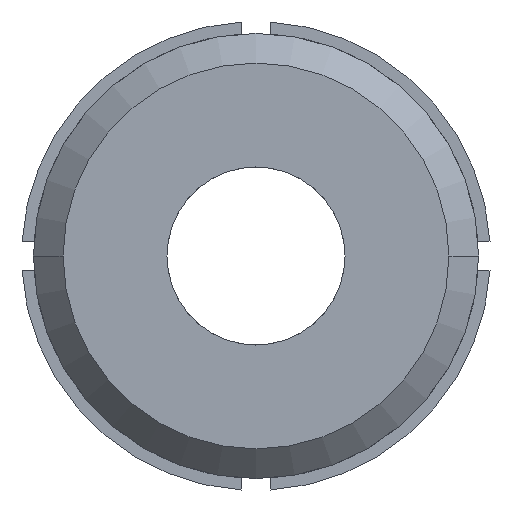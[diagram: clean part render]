
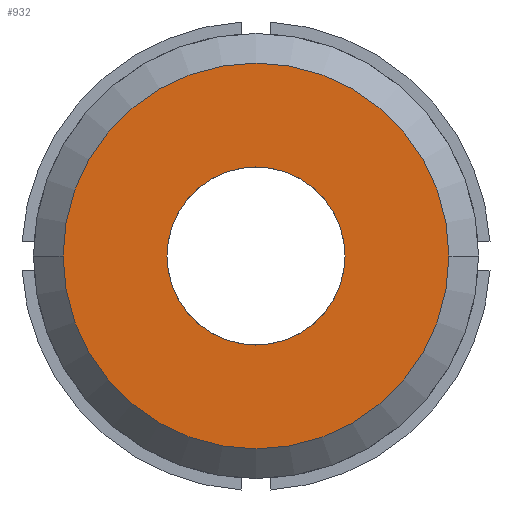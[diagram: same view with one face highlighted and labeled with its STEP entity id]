
A CAD part, left-side view. The second image highlights one B-rep face of the part: STEP entity #932.
In plain terms, the highlighted planar face has unit normal (-1, 0, 0).
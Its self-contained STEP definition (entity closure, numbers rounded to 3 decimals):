
#1=CARTESIAN_POINT('',(0.,0.,0.));
#2=DIRECTION('',(-1.,0.,0.));
#3=DIRECTION('',(0.,1.,0.));
#4=AXIS2_PLACEMENT_3D('',#1,#2,#3);
#6=CARTESIAN_POINT('',(0.,0.,0.));
#7=DIRECTION('',(-1.,0.,0.));
#8=DIRECTION('',(0.,-1.,0.));
#9=AXIS2_PLACEMENT_3D('',#6,#7,#8);
#11=CARTESIAN_POINT('',(0.,0.,0.));
#12=DIRECTION('',(-1.,0.,0.));
#13=DIRECTION('',(0.,-1.,0.));
#14=AXIS2_PLACEMENT_3D('',#11,#12,#13);
#16=CARTESIAN_POINT('',(0.,0.,0.));
#17=DIRECTION('',(-1.,0.,0.));
#18=DIRECTION('',(0.,1.,0.));
#19=AXIS2_PLACEMENT_3D('',#16,#17,#18);
#735=CARTESIAN_POINT('',(0.,6.5,0.));
#736=CARTESIAN_POINT('',(0.,-6.5,0.));
#737=VERTEX_POINT('',#735);
#738=VERTEX_POINT('',#736);
#887=CARTESIAN_POINT('',(0.,-3.,0.));
#888=CARTESIAN_POINT('',(0.,3.,0.));
#889=VERTEX_POINT('',#887);
#890=VERTEX_POINT('',#888);
#915=CARTESIAN_POINT('',(0.,0.,0.));
#916=DIRECTION('',(1.,0.,0.));
#917=DIRECTION('',(0.,-1.,0.));
#918=AXIS2_PLACEMENT_3D('',#915,#916,#917);
#919=PLANE('',#918);
#921=ORIENTED_EDGE('',*,*,#920,.F.);
#923=ORIENTED_EDGE('',*,*,#922,.F.);
#924=EDGE_LOOP('',(#921,#923));
#925=FACE_OUTER_BOUND('',#924,.F.);
#927=ORIENTED_EDGE('',*,*,#926,.T.);
#929=ORIENTED_EDGE('',*,*,#928,.T.);
#930=EDGE_LOOP('',(#927,#929));
#931=FACE_BOUND('',#930,.F.);
#5=CIRCLE('',#4,6.5);
#10=CIRCLE('',#9,6.5);
#15=CIRCLE('',#14,3.);
#20=CIRCLE('',#19,3.);
#920=EDGE_CURVE('',#737,#738,#5,.T.);
#922=EDGE_CURVE('',#738,#737,#10,.T.);
#926=EDGE_CURVE('',#889,#890,#15,.T.);
#928=EDGE_CURVE('',#890,#889,#20,.T.);
#932=ADVANCED_FACE('',(#925,#931),#919,.F.);
